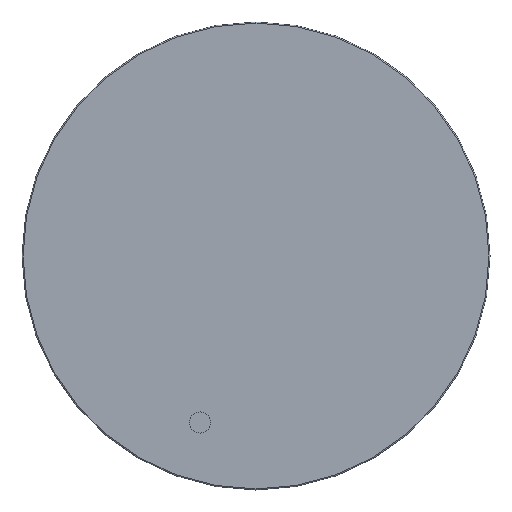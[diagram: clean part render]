
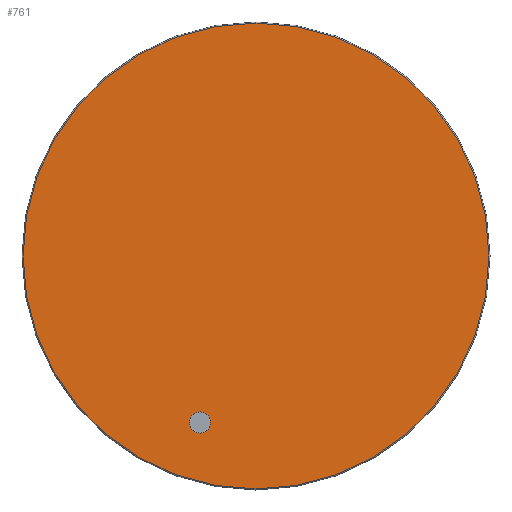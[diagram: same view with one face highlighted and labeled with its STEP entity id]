
A CAD part, left-side view. The second image highlights one B-rep face of the part: STEP entity #761.
In plain terms, the highlighted planar face has unit normal (-1, 0, 0).
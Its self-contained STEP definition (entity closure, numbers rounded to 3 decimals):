
#132 = CIRCLE ( 'NONE', #1738, 44.8 ) ;
#147 = EDGE_LOOP ( 'NONE', ( #1711, #814 ) ) ;
#226 = FACE_BOUND ( 'NONE', #147, .T. ) ;
#265 = CARTESIAN_POINT ( 'NONE',  ( -3.5, 10.762, -34.041 ) ) ;
#299 = CIRCLE ( 'NONE', #1992, 2.024 ) ;
#315 = DIRECTION ( 'NONE',  ( -1., 0., 0. ) ) ;
#400 = FACE_OUTER_BOUND ( 'NONE', #1521, .T. ) ;
#470 = EDGE_CURVE ( 'NONE', #832, #956, #132, .T. ) ;
#556 = VERTEX_POINT ( 'NONE', #749 ) ;
#569 = VERTEX_POINT ( 'NONE', #265 ) ;
#629 = DIRECTION ( 'NONE',  ( -1., 0., 0. ) ) ;
#642 = DIRECTION ( 'NONE',  ( 0., 0., 1. ) ) ;
#651 = DIRECTION ( 'NONE',  ( -1., 0., 0. ) ) ;
#676 = PLANE ( 'NONE',  #1497 ) ;
#692 = EDGE_CURVE ( 'NONE', #956, #832, #1957, .T. ) ;
#749 = CARTESIAN_POINT ( 'NONE',  ( -3.5, 10.762, -29.994 ) ) ;
#756 = DIRECTION ( 'NONE',  ( 0., 0., -1. ) ) ;
#761 = ADVANCED_FACE ( 'NONE', ( #226, #400 ), #676, .F. ) ;
#814 = ORIENTED_EDGE ( 'NONE', *, *, #1931, .F. ) ;
#826 = DIRECTION ( 'NONE',  ( 0., 0., -1. ) ) ;
#832 = VERTEX_POINT ( 'NONE', #1708 ) ;
#926 = DIRECTION ( 'NONE',  ( -1., 0., 0. ) ) ;
#956 = VERTEX_POINT ( 'NONE', #2077 ) ;
#1164 = AXIS2_PLACEMENT_3D ( 'NONE', #1645, #629, #1703 ) ;
#1170 = DIRECTION ( 'NONE',  ( 1., 0., 0. ) ) ;
#1175 = ORIENTED_EDGE ( 'NONE', *, *, #692, .T. ) ;
#1294 = CARTESIAN_POINT ( 'NONE',  ( -3.5, 0., 0. ) ) ;
#1321 = CIRCLE ( 'NONE', #1164, 2.024 ) ;
#1443 = CARTESIAN_POINT ( 'NONE',  ( -3.5, 0., 0. ) ) ;
#1497 = AXIS2_PLACEMENT_3D ( 'NONE', #2019, #1170, #826 ) ;
#1521 = EDGE_LOOP ( 'NONE', ( #1175, #2097 ) ) ;
#1645 = CARTESIAN_POINT ( 'NONE',  ( -3.5, 10.762, -32.018 ) ) ;
#1703 = DIRECTION ( 'NONE',  ( 0., 0., 1. ) ) ;
#1708 = CARTESIAN_POINT ( 'NONE',  ( -3.5, 0., 44.8 ) ) ;
#1711 = ORIENTED_EDGE ( 'NONE', *, *, #1793, .F. ) ;
#1738 = AXIS2_PLACEMENT_3D ( 'NONE', #1443, #926, #756 ) ;
#1793 = EDGE_CURVE ( 'NONE', #556, #569, #299, .T. ) ;
#1827 = AXIS2_PLACEMENT_3D ( 'NONE', #1294, #315, #2151 ) ;
#1931 = EDGE_CURVE ( 'NONE', #569, #556, #1321, .T. ) ;
#1957 = CIRCLE ( 'NONE', #1827, 44.8 ) ;
#1992 = AXIS2_PLACEMENT_3D ( 'NONE', #2006, #651, #642 ) ;
#2006 = CARTESIAN_POINT ( 'NONE',  ( -3.5, 10.762, -32.018 ) ) ;
#2019 = CARTESIAN_POINT ( 'NONE',  ( -3.5, 0., 0. ) ) ;
#2077 = CARTESIAN_POINT ( 'NONE',  ( -3.5, 0., -44.8 ) ) ;
#2097 = ORIENTED_EDGE ( 'NONE', *, *, #470, .T. ) ;
#2151 = DIRECTION ( 'NONE',  ( 0., 0., -1. ) ) ;
